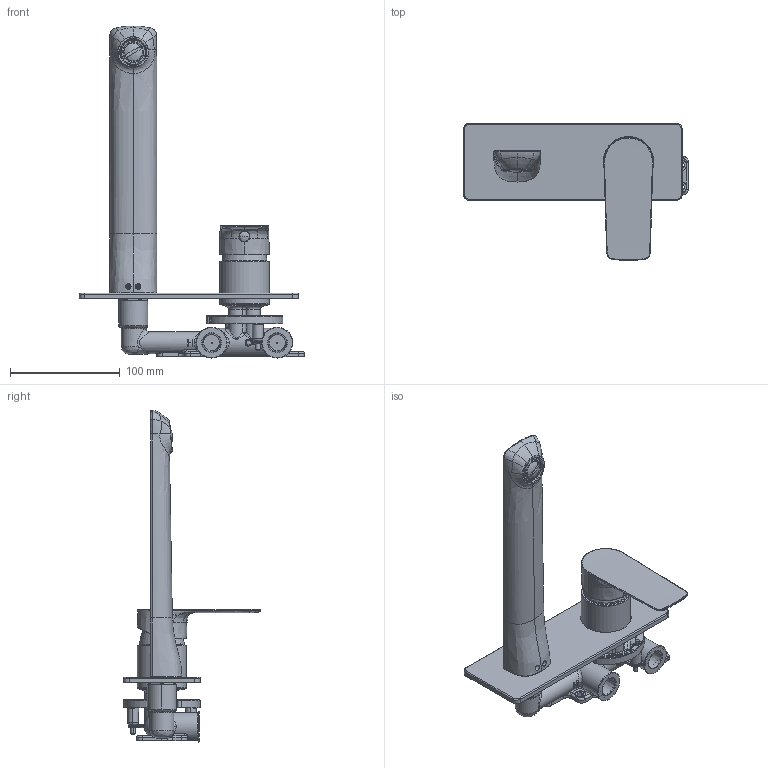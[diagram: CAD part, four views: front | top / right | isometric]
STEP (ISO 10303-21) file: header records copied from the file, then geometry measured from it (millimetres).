
FILE_DESCRIPTION((''),'2;1');
FILE_NAME('9L486900XX_ASM','2022-09-29T16:17:02',('yongjun.fang'),(''),'CREO PARAMETRIC BY PTC INC, 2019344','CREO PARAMETRIC BY PTC INC, 2019344','');
FILE_SCHEMA(('CONFIG_CONTROL_DESIGN'));
Products named in the file (26): 5A0080800NT6_1; 5D0M0161PL_1; 5L0C0412CP_1; 5T1A0003AL_1; 5L0P0506CP_1; 5Y0P0013PL_1; 5L0101500PL0_1; 5T0F0023NT_1; 5J0500400NT6_1; 5R0R0015PL_1; 53003431PL_1; 9Q090205CP_ASM_1_ASM; 5L0177700CP0_1; 5B0040200NT6_1; 5J0502000NT6_1; 5B0040000CP6_ASM_1_ASM; 5T0F0114NT_1; 5C0102400CP0_1; 5C0102400CP0A0_ASM_1_ASM; 5L0P0036CP_1; 5T0F0149NT_1; 5E0010400PL0_1; 5R9017200PL0_1; 9L487000CP_ASM_1_ASM; 9L486900CP_ASM_1_ASM; 9L486900XX_ASM
Assembly tree (30 placements, depth 5):
  9L486900XX_ASM
    9L486900CP_ASM_1_ASM
      9Q090205CP_ASM_1_ASM
        5A0080800NT6_1
        5D0M0161PL_1
        5L0C0412CP_1
        5T1A0003AL_1
        5L0P0506CP_1
        5Y0P0013PL_1  x2
        5L0101500PL0_1
        5T0F0023NT_1  x2
        5J0500400NT6_1
        5R0R0015PL_1
        53003431PL_1  x3
      9L487000CP_ASM_1_ASM
        5L0177700CP0_1
        5B0040000CP6_ASM_1_ASM
          5B0040200NT6_1
          5J0502000NT6_1
        5T0F0114NT_1  x2
        5C0102400CP0A0_ASM_1_ASM
          5C0102400CP0_1
        5L0P0036CP_1
        5T0F0149NT_1
        5E0010400PL0_1
        5R9017200PL0_1
Bounding box: 205.8 x 125 x 303.18 mm (x, y, z)
Volume: 274046.5 mm3; surface area: 201548.3 mm2
Topology: 25 solids, 25 shells, 6639 faces, 18928 edges, 12288 vertices
Faces by surface type: plane 4479, cylinder 737, bspline 711, torus 299, extrusion 196, cone 162, sphere 55
Entity records: 271940 total; most frequent: CARTESIAN_POINT 118141, ORIENTED_EDGE 37070, DIRECTION 23630, EDGE_CURVE 18535, VERTEX_POINT 12084, B_SPLINE_CURVE_WITH_KNOTS 9025, AXIS2_PLACEMENT_3D 8032, EDGE_LOOP 7607
